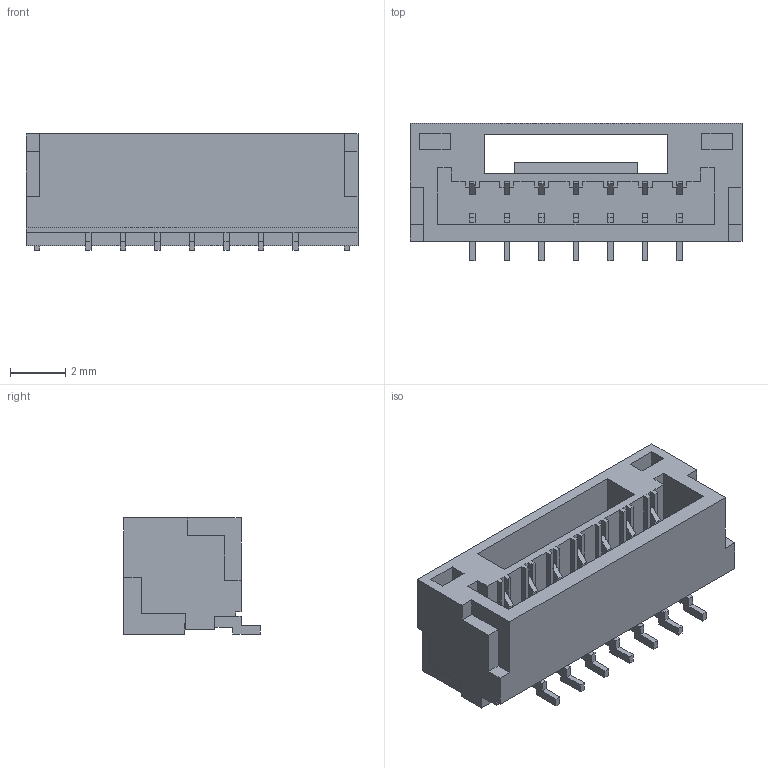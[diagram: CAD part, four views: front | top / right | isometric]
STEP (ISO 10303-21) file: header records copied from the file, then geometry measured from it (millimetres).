
FILE_DESCRIPTION(/* description */ ('model of JST_GH_BM07B-GHS-TBT_1x07-1MP_P1.25mm_Vertical'),/* implementation_level */ '2;1');
FILE_NAME(/* name */ 'JST_GH_BM07B-GHS-TBT_1x07-1MP_P1.25mm_Vertical.step',/* time_stamp */ '2018-12-04T17:24:44',/* author */ ('Frank Severinsen',''),/* organization */ (''),/* preprocessor_version */ '',/* originating_system */ '',/* authorisation */ '');
FILE_SCHEMA(('AUTOMOTIVE_DESIGN { 1 0 10303 214 1 1 1 1 }'));
Length unit declared in the file: millimetre
Products named in the file (1): JST_BM07B_GHS_TBT
Bounding box: 12 x 4.95 x 4.2 mm (x, y, z)
Volume: 121 mm3; surface area: 403.1 mm2
Topology: 1 solids, 1 shells, 286 faces, 805 edges, 532 vertices
Faces by surface type: plane 286
Entity records: 5714 total; most frequent: ORIENTED_EDGE 1239, EDGE_CURVE 805, LINE 720, CARTESIAN_POINT 683, VERTEX_POINT 532, FACE_BOUND 299, EDGE_LOOP 299, ADVANCED_FACE 286
